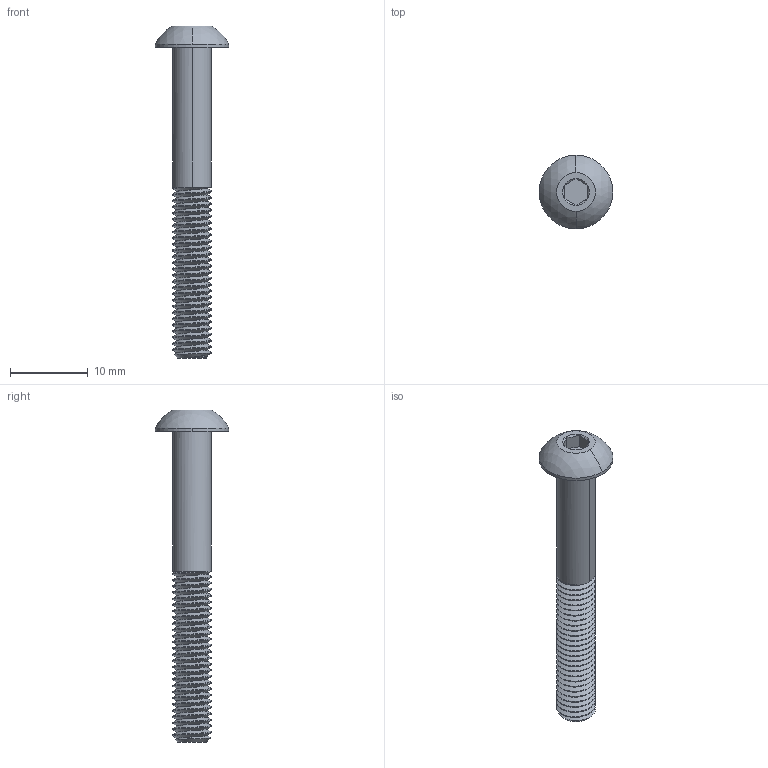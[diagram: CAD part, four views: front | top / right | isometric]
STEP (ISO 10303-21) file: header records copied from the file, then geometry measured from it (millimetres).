
FILE_DESCRIPTION (( 'STEP AP203' ), '1' );
FILE_NAME ('92095A222.step', '2014-02-26T19:55:55', ( '' ), ( '' ), 'SwSTEP 2.0', 'SolidWorks 2012', '' );
FILE_SCHEMA (( 'CONFIG_CONTROL_DESIGN' ));
Length unit declared in the file: millimetre
Products named in the file (1): 92095A222
Bounding box: 9.5 x 9.5 x 42.75 mm (x, y, z)
Volume: 827.6 mm3; surface area: 1017.6 mm2
Topology: 1 solids, 1 shells, 83 faces, 224 edges, 145 vertices
Faces by surface type: cylinder 57, plane 11, cone 10, bspline 3, sphere 2
Entity records: 9071 total; most frequent: CARTESIAN_POINT 7265, ORIENTED_EDGE 448, DIRECTION 283, EDGE_CURVE 224, VERTEX_POINT 145, AXIS2_PLACEMENT_3D 105, EDGE_LOOP 85, ADVANCED_FACE 83
